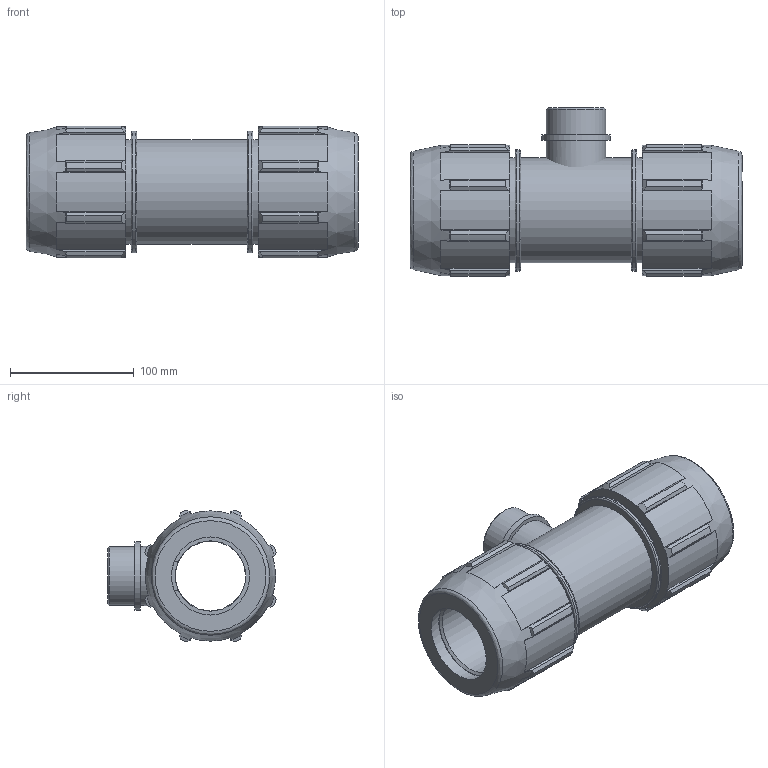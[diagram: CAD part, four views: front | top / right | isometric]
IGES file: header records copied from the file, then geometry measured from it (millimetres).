
Global section: file name: 078400063015_188400063015_0784060630150A.ipt; native system: Autodesk Inventor 2015; preprocessor: unknown; author: Кирилл,,11,0; organization: 20170224.180708; date: 20170606.172437; units: millimetre
Bounding box: 268 x 136.16 x 106.32 mm (x, y, z)
Volume: 1225455.4 mm3; surface area: 179394.5 mm2
Topology: 2 solids, 2 shells, 174 faces, 494 edges, 335 vertices
Faces by surface type: plane 81, cylinder 40, cone 35, revolution 18
Full cylindrical faces by diameter (mm): 47.803 x2, 54.973 x1, 84.75 x3, 98.31 x2
